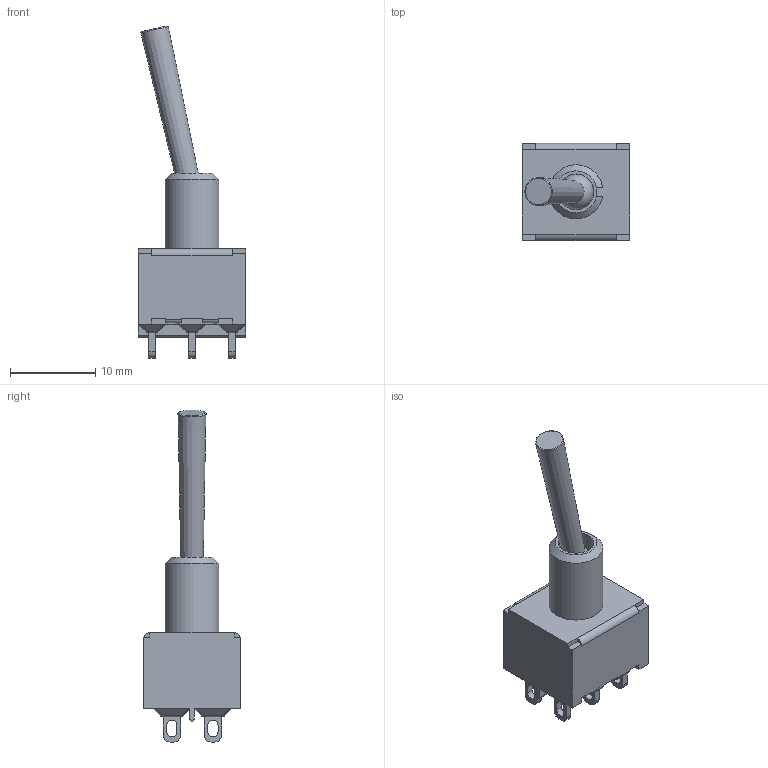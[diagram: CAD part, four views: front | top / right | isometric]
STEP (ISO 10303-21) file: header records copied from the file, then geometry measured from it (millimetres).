
FILE_DESCRIPTION((' '),'2;1');
FILE_NAME('100DPxT4B1M1xE.stp','2017-07-31T15:49:37',(' '),(' '),' ','ACIS',' ');
FILE_SCHEMA(('CONFIG_CONTROL_DESIGN'));
Length unit declared in the file: inch
Products named in the file (1): 100DPxT4B1M1xE.stp
Bounding box: 12.7 x 11.43 x 39.05 mm (x, y, z)
Volume: 1023.9 mm3; surface area: 2035.2 mm2
Topology: 2 solids, 3 shells, 358 faces, 907 edges, 570 vertices
Faces by surface type: plane 245, cylinder 85, sphere 25, cone 2, torus 1
Full cylindrical faces by diameter (mm): 4.2 x1
Entity records: 10685 total; most frequent: CARTESIAN_POINT 1838, DIRECTION 1808, ORIENTED_EDGE 1804, EDGE_CURVE 902, VECTOR 706, LINE 706, VERTEX_POINT 569, AXIS2_PLACEMENT_3D 551
